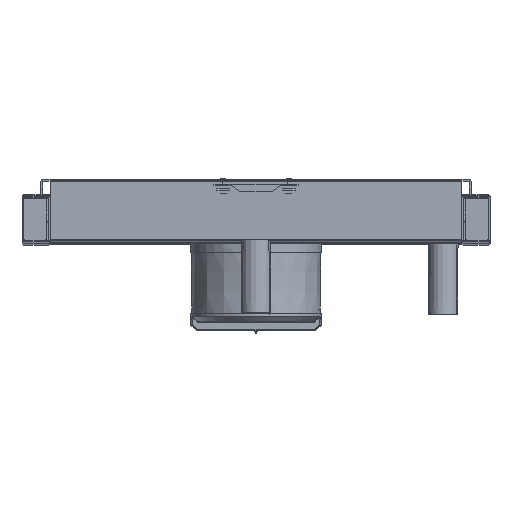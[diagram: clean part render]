
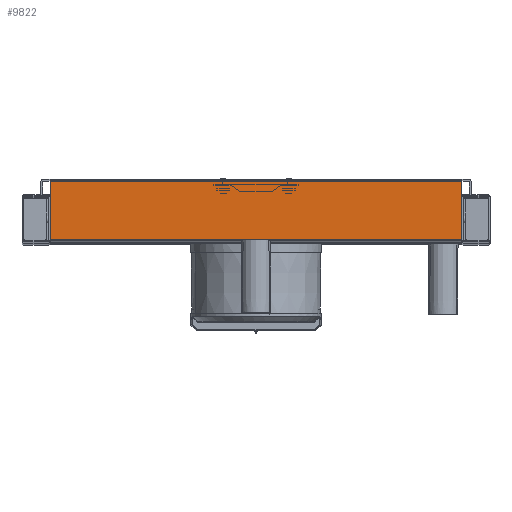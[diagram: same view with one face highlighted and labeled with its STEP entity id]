
A CAD part, top view. The second image highlights one B-rep face of the part: STEP entity #9822.
In plain terms, the highlighted planar face has unit normal (0, 0, 1).
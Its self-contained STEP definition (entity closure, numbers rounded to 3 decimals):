
#9822=ADVANCED_FACE('extract',(#13364),#91131,.T.);
#13364=FACE_OUTER_BOUND('',#58340,.T.);
#16459=VECTOR('',#158404,46.);
#16518=VECTOR('',#158404,46.);
#16559=VECTOR('',#158403,440.);
#16560=VECTOR('',#158404,16.);
#16561=VECTOR('',#158407,440.);
#16562=VECTOR('',#158405,16.);
#19466=LINE('',#137333,#16459);
#19525=LINE('',#137382,#16518);
#19566=LINE('',#137333,#16559);
#19567=LINE('',#137357,#16560);
#19568=LINE('',#145298,#16561);
#19569=LINE('',#145297,#16562);
#35276=ORIENTED_EDGE('',*,*,#46008,.T.);
#35277=ORIENTED_EDGE('',*,*,#46108,.T.);
#35278=ORIENTED_EDGE('',*,*,#46109,.T.);
#35279=ORIENTED_EDGE('',*,*,#46110,.T.);
#35280=ORIENTED_EDGE('',*,*,#45937,.F.);
#35281=ORIENTED_EDGE('',*,*,#46107,.T.);
#45937=EDGE_CURVE('7577',#54315,#54303,#19466,.T.);
#46008=EDGE_CURVE('7648',#54358,#54334,#19525,.T.);
#46107=EDGE_CURVE('7747',#54315,#54358,#19566,.T.);
#46108=EDGE_CURVE('7748',#54334,#54423,#19567,.T.);
#46109=EDGE_CURVE('7749',#54423,#54424,#19568,.T.);
#46110=EDGE_CURVE('7750',#54424,#54303,#19569,.T.);
#54303=VERTEX_POINT('4739',#137320);
#54315=VERTEX_POINT('4751',#137333);
#54334=VERTEX_POINT('4770',#137357);
#54358=VERTEX_POINT('4794',#137382);
#54423=VERTEX_POINT('4859',#145298);
#54424=VERTEX_POINT('4860',#145297);
#58340=EDGE_LOOP('',(#35276,#35277,#35278,#35279,#35280,#35281));
#91131=PLANE('',#157383);
#137320=CARTESIAN_POINT('',(-220.,48.,2196.));
#137333=CARTESIAN_POINT('',(-220.,2.,2196.));
#137357=CARTESIAN_POINT('',(220.,48.,2196.));
#137382=CARTESIAN_POINT('',(220.,2.,2196.));
#145297=CARTESIAN_POINT('',(-220.,64.,2196.));
#145298=CARTESIAN_POINT('',(220.,64.,2196.));
#157383=AXIS2_PLACEMENT_3D('',#145297,#158402,#158405);
#158402=DIRECTION('',(0.,0.,1.));
#158403=DIRECTION('',(1.,0.,0.));
#158404=DIRECTION('',(0.,1.,0.));
#158405=DIRECTION('',(0.,-1.,0.));
#158407=DIRECTION('',(-1.,0.,0.));
